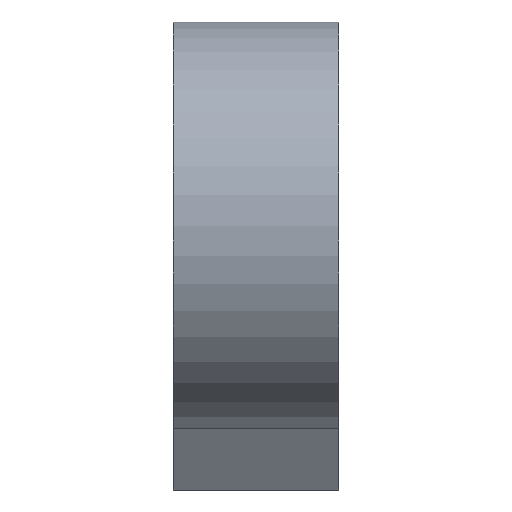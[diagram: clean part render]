
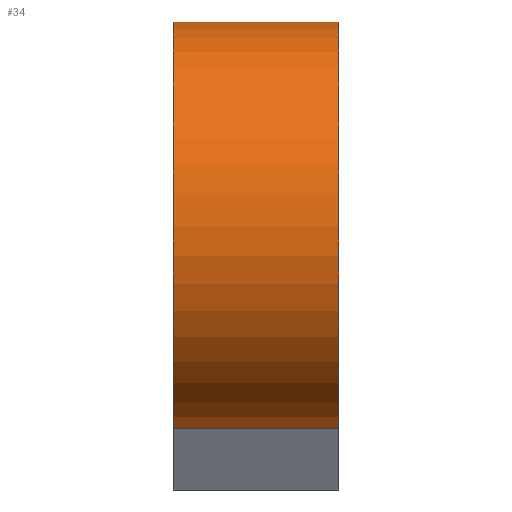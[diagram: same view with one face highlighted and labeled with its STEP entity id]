
A CAD part, left-side view. The second image highlights one B-rep face of the part: STEP entity #34.
In plain terms, the highlighted free-form (B-spline) face has degree [2, 1] with [9, 2] control points.
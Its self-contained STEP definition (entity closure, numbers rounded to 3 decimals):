
#34=ADVANCED_FACE('',(#51),#291,.T.);
#51=FACE_OUTER_BOUND('',#68,.T.);
#68=EDGE_LOOP('',(#101,#102,#103,#104));
#101=ORIENTED_EDGE('',*,*,#183,.T.);
#102=ORIENTED_EDGE('',*,*,#184,.T.);
#103=ORIENTED_EDGE('',*,*,#185,.F.);
#104=ORIENTED_EDGE('',*,*,#181,.F.);
#181=EDGE_CURVE('',#263,#264,#223,.T.);
#183=EDGE_CURVE('',#263,#265,#225,.T.);
#184=EDGE_CURVE('',#265,#266,#226,.T.);
#185=EDGE_CURVE('',#264,#266,#227,.T.);
#223=(
BOUNDED_CURVE()
B_SPLINE_CURVE(1,(#514,#515),.UNSPECIFIED.,.F.,.F.)
B_SPLINE_CURVE_WITH_KNOTS((2,2),(0.,12.),.UNSPECIFIED.)
CURVE()
GEOMETRIC_REPRESENTATION_ITEM()
RATIONAL_B_SPLINE_CURVE((1.,1.))
REPRESENTATION_ITEM('')
);
#225=(
BOUNDED_CURVE()
B_SPLINE_CURVE(2,(#519,#520,#521,#522,#523,#524,#525,#526,#527),
 .UNSPECIFIED.,.F.,.F.)
B_SPLINE_CURVE_WITH_KNOTS((3,2,2,2,3),(-632.323,-617.663,
-603.004,-588.344,-573.684),.UNSPECIFIED.)
CURVE()
GEOMETRIC_REPRESENTATION_ITEM()
RATIONAL_B_SPLINE_CURVE((1.,0.883,1.,0.883,1.,0.883,
1.,0.883,1.))
REPRESENTATION_ITEM('')
);
#226=(
BOUNDED_CURVE()
B_SPLINE_CURVE(1,(#528,#529),.UNSPECIFIED.,.F.,.F.)
B_SPLINE_CURVE_WITH_KNOTS((2,2),(0.,12.),.UNSPECIFIED.)
CURVE()
GEOMETRIC_REPRESENTATION_ITEM()
RATIONAL_B_SPLINE_CURVE((1.,1.))
REPRESENTATION_ITEM('')
);
#227=(
BOUNDED_CURVE()
B_SPLINE_CURVE(2,(#530,#531,#532,#533,#534,#535,#536,#537,#538),
 .UNSPECIFIED.,.F.,.F.)
B_SPLINE_CURVE_WITH_KNOTS((3,2,2,2,3),(-632.323,-617.663,
-603.004,-588.344,-573.684),.UNSPECIFIED.)
CURVE()
GEOMETRIC_REPRESENTATION_ITEM()
RATIONAL_B_SPLINE_CURVE((1.,0.883,1.,0.883,1.,0.883,
1.,0.883,1.))
REPRESENTATION_ITEM('')
);
#263=VERTEX_POINT('',#471);
#264=VERTEX_POINT('',#472);
#265=VERTEX_POINT('',#473);
#266=VERTEX_POINT('',#474);
#291=(
BOUNDED_SURFACE()
B_SPLINE_SURFACE(2,1,((#352,#353),(#354,#355),(#356,#357),(#358,#359),(#360,
#361),(#362,#363),(#364,#365),(#366,#367),(#368,#369)),.UNSPECIFIED.,.F.,
 .F.,.F.)
B_SPLINE_SURFACE_WITH_KNOTS((3,2,2,2,3),(2,2),(-632.323,-617.663,
-603.004,-588.344,-573.684),(0.,12.),
 .UNSPECIFIED.)
GEOMETRIC_REPRESENTATION_ITEM()
RATIONAL_B_SPLINE_SURFACE(((1.,1.),(0.883,0.883),
(1.,1.),(0.883,0.883),(1.,1.),(0.883,
0.883),(1.,1.),(0.883,0.883),(1.,1.)))
REPRESENTATION_ITEM('')
SURFACE()
);
#352=CARTESIAN_POINT('',(-47.568,15.,87.432));
#353=CARTESIAN_POINT('',(-47.568,27.,87.432));
#354=CARTESIAN_POINT('',(-55.314,15.,89.332));
#355=CARTESIAN_POINT('',(-55.314,27.,89.332));
#356=CARTESIAN_POINT('',(-58.071,15.,96.815));
#357=CARTESIAN_POINT('',(-58.071,27.,96.815));
#358=CARTESIAN_POINT('',(-60.827,15.,104.299));
#359=CARTESIAN_POINT('',(-60.827,27.,104.299));
#360=CARTESIAN_POINT('',(-56.165,15.,110.769));
#361=CARTESIAN_POINT('',(-56.165,27.,110.769));
#362=CARTESIAN_POINT('',(-51.503,15.,117.239));
#363=CARTESIAN_POINT('',(-51.503,27.,117.239));
#364=CARTESIAN_POINT('',(-43.531,15.,116.993));
#365=CARTESIAN_POINT('',(-43.531,27.,116.993));
#366=CARTESIAN_POINT('',(-35.56,15.,116.746));
#367=CARTESIAN_POINT('',(-35.56,27.,116.746));
#368=CARTESIAN_POINT('',(-31.307,15.,110.));
#369=CARTESIAN_POINT('',(-31.307,27.,110.));
#471=CARTESIAN_POINT('',(-47.568,15.,87.432));
#472=CARTESIAN_POINT('',(-47.568,27.,87.432));
#473=CARTESIAN_POINT('',(-31.307,15.,110.));
#474=CARTESIAN_POINT('',(-31.307,27.,110.));
#514=CARTESIAN_POINT('',(-47.568,15.,87.432));
#515=CARTESIAN_POINT('',(-47.568,27.,87.432));
#519=CARTESIAN_POINT('',(-47.568,15.,87.432));
#520=CARTESIAN_POINT('',(-55.314,15.,89.332));
#521=CARTESIAN_POINT('',(-58.071,15.,96.815));
#522=CARTESIAN_POINT('',(-60.827,15.,104.299));
#523=CARTESIAN_POINT('',(-56.165,15.,110.769));
#524=CARTESIAN_POINT('',(-51.503,15.,117.239));
#525=CARTESIAN_POINT('',(-43.531,15.,116.993));
#526=CARTESIAN_POINT('',(-35.56,15.,116.746));
#527=CARTESIAN_POINT('',(-31.307,15.,110.));
#528=CARTESIAN_POINT('',(-31.307,15.,110.));
#529=CARTESIAN_POINT('',(-31.307,27.,110.));
#530=CARTESIAN_POINT('',(-47.568,27.,87.432));
#531=CARTESIAN_POINT('',(-55.314,27.,89.332));
#532=CARTESIAN_POINT('',(-58.071,27.,96.815));
#533=CARTESIAN_POINT('',(-60.827,27.,104.299));
#534=CARTESIAN_POINT('',(-56.165,27.,110.769));
#535=CARTESIAN_POINT('',(-51.503,27.,117.239));
#536=CARTESIAN_POINT('',(-43.531,27.,116.993));
#537=CARTESIAN_POINT('',(-35.56,27.,116.746));
#538=CARTESIAN_POINT('',(-31.307,27.,110.));
